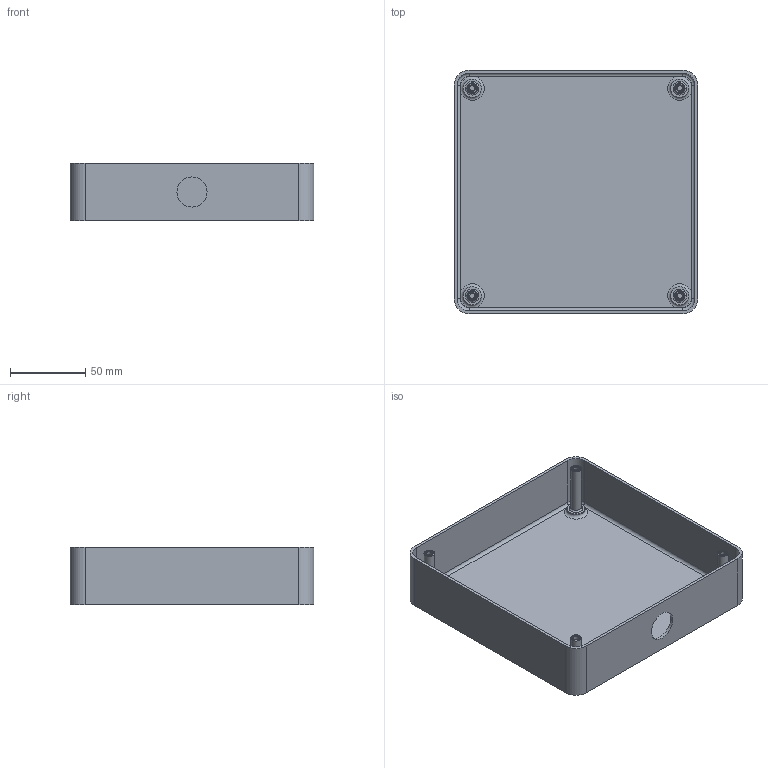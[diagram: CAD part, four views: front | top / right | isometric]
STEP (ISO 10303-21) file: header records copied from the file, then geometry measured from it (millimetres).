
FILE_DESCRIPTION(/* description */ (''),/* implementation_level */ '2;1');
FILE_NAME(/* name */ 'container.step',/* time_stamp */ '2023-09-21T20:35:14+10:00',/* author */ (''),/* organization */ (''),/* preprocessor_version */ 'ST-DEVELOPER v20',/* originating_system */ 'Autodesk Translation Framework v12.9.0.99',/* authorisation */ '');
FILE_SCHEMA (('AUTOMOTIVE_DESIGN { 1 0 10303 214 3 1 1 }'));
Length unit declared in the file: millimetre
Products named in the file (1): container
Bounding box: 162 x 162 x 38 mm (x, y, z)
Volume: 102419.9 mm3; surface area: 102161.1 mm2
Topology: 1 solids, 1 shells, 72 faces, 153 edges, 92 vertices
Faces by surface type: plane 27, cylinder 25, torus 12, cone 8
Full cylindrical faces by diameter (mm): 3.6 x4, 7 x4, 12 x4, 20 x1
Entity records: 1989 total; most frequent: DIRECTION 387, CARTESIAN_POINT 318, ORIENTED_EDGE 306, AXIS2_PLACEMENT_3D 161, EDGE_CURVE 153, VERTEX_POINT 92, CIRCLE 88, EDGE_LOOP 83
